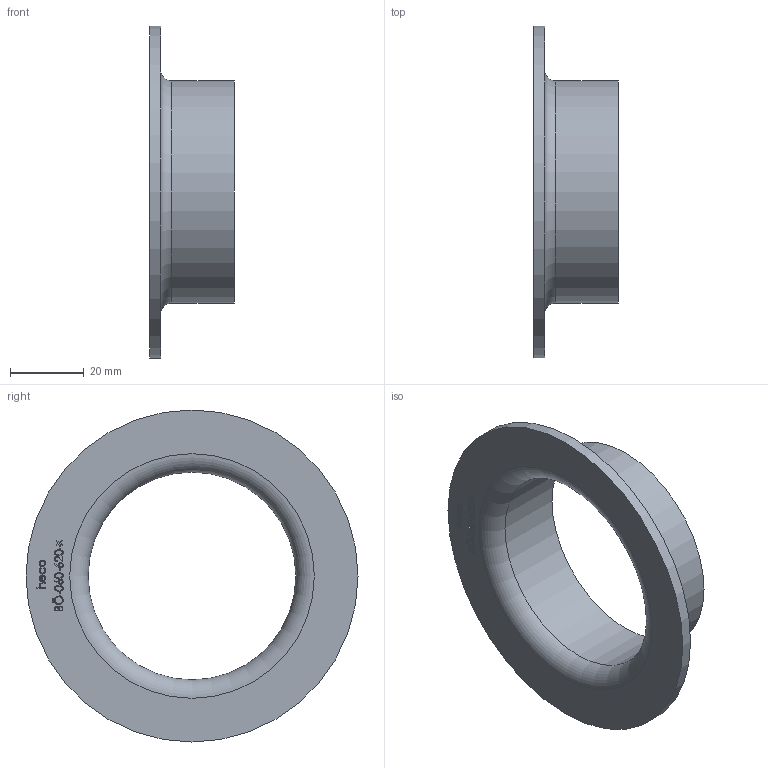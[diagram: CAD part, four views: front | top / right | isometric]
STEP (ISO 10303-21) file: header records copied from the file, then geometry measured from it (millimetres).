
FILE_DESCRIPTION (( 'STEP AP214' ), '1' );
FILE_NAME ('BÖ-060-620-x Vorschweissbördel 2010.STEP', '2020-10-12T12:35:45', ( '' ), ( '' ), 'SwSTEP 2.0', 'SolidWorks 2019', '' );
FILE_SCHEMA (( 'AUTOMOTIVE_DESIGN' ));
Length unit declared in the file: millimetre
Products named in the file (1): BÖ-060-620-x Vorschweissbördel 2010
Bounding box: 23 x 90 x 90 mm (x, y, z)
Volume: 18325 mm3; surface area: 15893.9 mm2
Topology: 1 solids, 1 shells, 205 faces, 521 edges, 347 vertices
Faces by surface type: bspline 111, plane 89, cylinder 3, torus 2
Full cylindrical faces by diameter (mm): 56.3 x1, 60.3 x1, 90 x1
Entity records: 14770 total; most frequent: CARTESIAN_POINT 8498, ORIENTED_EDGE 1030, EDGE_CURVE 515, DIRECTION 491, VERTEX_POINT 346, VECTOR 285, LINE 285, EDGE_LOOP 241
